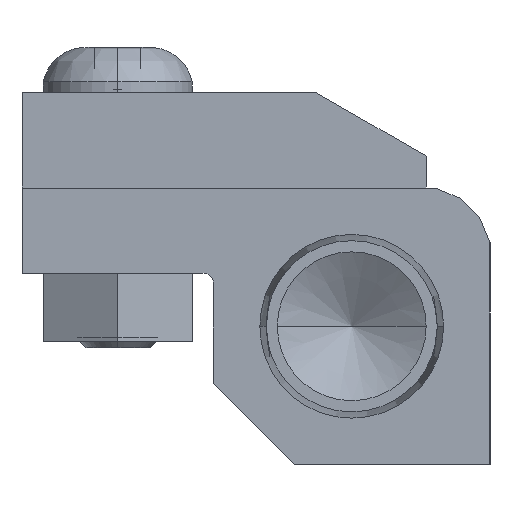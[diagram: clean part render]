
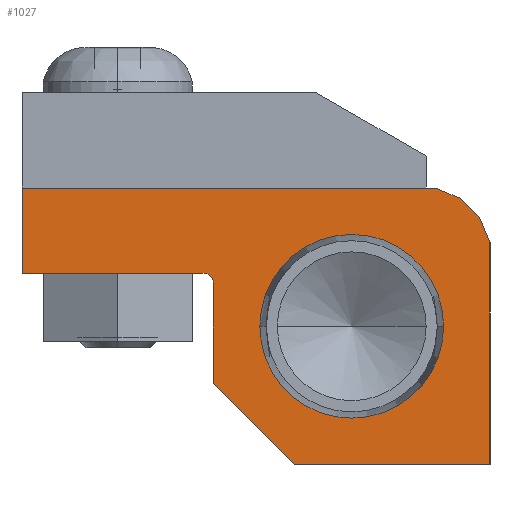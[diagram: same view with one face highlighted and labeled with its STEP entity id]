
A CAD part, left-side view. The second image highlights one B-rep face of the part: STEP entity #1027.
In plain terms, the highlighted planar face has unit normal (-1, 0, 0).
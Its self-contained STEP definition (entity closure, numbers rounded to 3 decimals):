
#1027=ADVANCED_FACE('',(#2464,#2465),#2466,.T.);
#2464=FACE_OUTER_BOUND('',#9271,.T.);
#2465=FACE_BOUND('',#9272,.T.);
#2466=PLANE('',#9273);
#9271=EDGE_LOOP('',(#13207,#13208,#13209,#13210,#13211,#13212,#13213,#13214,#13215,#13216,#13217,#13218));
#9272=EDGE_LOOP('',(#13219,#13220));
#9273=AXIS2_PLACEMENT_3D('',#13221,#13222,#13223);
#13207=ORIENTED_EDGE('',*,*,#14750,.F.);
#13208=ORIENTED_EDGE('',*,*,#14780,.F.);
#13209=ORIENTED_EDGE('',*,*,#14777,.F.);
#13210=ORIENTED_EDGE('',*,*,#14774,.F.);
#13211=ORIENTED_EDGE('',*,*,#14771,.F.);
#13212=ORIENTED_EDGE('',*,*,#14768,.F.);
#13213=ORIENTED_EDGE('',*,*,#14765,.F.);
#13214=ORIENTED_EDGE('',*,*,#14762,.F.);
#13215=ORIENTED_EDGE('',*,*,#14759,.F.);
#13216=ORIENTED_EDGE('',*,*,#14614,.F.);
#13217=ORIENTED_EDGE('',*,*,#14758,.F.);
#13218=ORIENTED_EDGE('',*,*,#14754,.F.);
#13219=ORIENTED_EDGE('',*,*,#14706,.T.);
#13220=ORIENTED_EDGE('',*,*,#14694,.T.);
#13221=CARTESIAN_POINT('',(-1636.035,-320.868,-8.193));
#13222=DIRECTION('',(-1.0,0.0,0.0));
#13223=DIRECTION('',(0.0,0.0,1.0));
#14614=EDGE_CURVE('',#17065,#17068,#17069,.T.);
#14694=EDGE_CURVE('',#17228,#17225,#17229,.T.);
#14706=EDGE_CURVE('',#17225,#17228,#17247,.T.);
#14750=EDGE_CURVE('',#17292,#17293,#17294,.T.);
#14754=EDGE_CURVE('',#17293,#17300,#17301,.T.);
#14758=EDGE_CURVE('',#17300,#17065,#17306,.T.);
#14759=EDGE_CURVE('',#17068,#17307,#17308,.T.);
#14762=EDGE_CURVE('',#17307,#17312,#17313,.T.);
#14765=EDGE_CURVE('',#17312,#17317,#17318,.T.);
#14768=EDGE_CURVE('',#17317,#17322,#17323,.T.);
#14771=EDGE_CURVE('',#17322,#17327,#17328,.T.);
#14774=EDGE_CURVE('',#17327,#17332,#17333,.T.);
#14777=EDGE_CURVE('',#17332,#17337,#17338,.T.);
#14780=EDGE_CURVE('',#17337,#17292,#17342,.T.);
#17065=VERTEX_POINT('',#20938);
#17068=VERTEX_POINT('',#20942);
#17069=CIRCLE('',#20943,0.787);
#17225=VERTEX_POINT('',#21138);
#17228=VERTEX_POINT('',#21142);
#17229=CIRCLE('',#21143,6.858);
#17247=CIRCLE('',#21166,6.858);
#17292=VERTEX_POINT('',#21212);
#17293=VERTEX_POINT('',#21213);
#17294=LINE('',#21214,#21215);
#17300=VERTEX_POINT('',#21224);
#17301=LINE('',#21225,#21226);
#17306=CIRCLE('',#21233,0.787);
#17307=VERTEX_POINT('',#21234);
#17308=LINE('',#21235,#21236);
#17312=VERTEX_POINT('',#21242);
#17313=LINE('',#21243,#21244);
#17317=VERTEX_POINT('',#21250);
#17318=LINE('',#21251,#21252);
#17322=VERTEX_POINT('',#21258);
#17323=LINE('',#21259,#21260);
#17327=VERTEX_POINT('',#21266);
#17328=LINE('',#21267,#21268);
#17332=VERTEX_POINT('',#21274);
#17333=LINE('',#21275,#21276);
#17337=VERTEX_POINT('',#21282);
#17338=LINE('',#21283,#21284);
#17342=LINE('',#21290,#21291);
#20938=CARTESIAN_POINT('',(-1636.035,-315.696,-6.576));
#20942=CARTESIAN_POINT('',(-1636.035,-315.139,-6.345));
#20943=AXIS2_PLACEMENT_3D('',#23393,#23394,#23395);
#21138=CARTESIAN_POINT('',(-1636.035,-319.387,-10.319));
#21142=CARTESIAN_POINT('',(-1636.035,-333.103,-10.319));
#21143=AXIS2_PLACEMENT_3D('',#23553,#23554,#23555);
#21166=AXIS2_PLACEMENT_3D('',#23579,#23580,#23581);
#21212=CARTESIAN_POINT('',(-1636.035,-321.973,-20.638));
#21213=CARTESIAN_POINT('',(-1636.035,-315.926,-14.591));
#21214=CARTESIAN_POINT('',(-1636.035,-321.973,-20.638));
#21215=VECTOR('',#23708,8.551);
#21224=CARTESIAN_POINT('',(-1636.035,-315.926,-7.132));
#21225=CARTESIAN_POINT('',(-1636.035,-315.926,-14.591));
#21226=VECTOR('',#23712,7.459);
#21233=AXIS2_PLACEMENT_3D('',#23718,#23719,#23720);
#21234=CARTESIAN_POINT('',(-1636.035,-301.639,-6.345));
#21235=CARTESIAN_POINT('',(-1636.035,-315.139,-6.345));
#21236=VECTOR('',#23721,13.5);
#21242=CARTESIAN_POINT('',(-1636.035,-301.639,0.));
#21243=CARTESIAN_POINT('',(-1636.035,-301.639,-6.345));
#21244=VECTOR('',#23724,6.345);
#21250=CARTESIAN_POINT('',(-1636.035,-332.49,0.));
#21251=CARTESIAN_POINT('',(-1636.035,-301.639,0.));
#21252=VECTOR('',#23727,30.851);
#21258=CARTESIAN_POINT('',(-1636.035,-334.349,-0.77));
#21259=CARTESIAN_POINT('',(-1636.035,-332.49,0.));
#21260=VECTOR('',#23730,2.013);
#21266=CARTESIAN_POINT('',(-1636.035,-335.786,-2.207));
#21267=CARTESIAN_POINT('',(-1636.035,-334.349,-0.77));
#21268=VECTOR('',#23733,2.032);
#21274=CARTESIAN_POINT('',(-1636.035,-336.564,-4.084));
#21275=CARTESIAN_POINT('',(-1636.035,-335.786,-2.207));
#21276=VECTOR('',#23736,2.032);
#21282=CARTESIAN_POINT('',(-1636.035,-336.564,-20.638));
#21283=CARTESIAN_POINT('',(-1636.035,-336.564,-4.084));
#21284=VECTOR('',#23739,16.553);
#21290=CARTESIAN_POINT('',(-1636.035,-336.564,-20.638));
#21291=VECTOR('',#23742,14.591);
#23393=CARTESIAN_POINT('',(-1636.035,-315.139,-7.132));
#23394=DIRECTION('',(-1.0,0.,0.));
#23395=DIRECTION('',(0.,-0.707,0.707));
#23553=CARTESIAN_POINT('',(-1636.035,-326.245,-10.319));
#23554=DIRECTION('',(1.0,0.0,0.0));
#23555=DIRECTION('',(0.0,1.0,0.0));
#23579=CARTESIAN_POINT('',(-1636.035,-326.245,-10.319));
#23580=DIRECTION('',(1.0,0.0,0.0));
#23581=DIRECTION('',(0.0,1.0,0.0));
#23708=DIRECTION('',(0.0,0.707,0.707));
#23712=DIRECTION('',(0.0,0.0,1.0));
#23718=CARTESIAN_POINT('',(-1636.035,-315.139,-7.132));
#23719=DIRECTION('',(-1.0,0.,0.));
#23720=DIRECTION('',(0.,-0.707,0.707));
#23721=DIRECTION('',(0.0,1.0,0.0));
#23724=DIRECTION('',(0.0,0.0,1.0));
#23727=DIRECTION('',(0.0,-1.0,0.0));
#23730=DIRECTION('',(0.0,-0.924,-0.383));
#23733=DIRECTION('',(0.0,-0.707,-0.707));
#23736=DIRECTION('',(0.0,-0.383,-0.924));
#23739=DIRECTION('',(0.0,0.0,-1.0));
#23742=DIRECTION('',(0.0,1.0,0.0));
